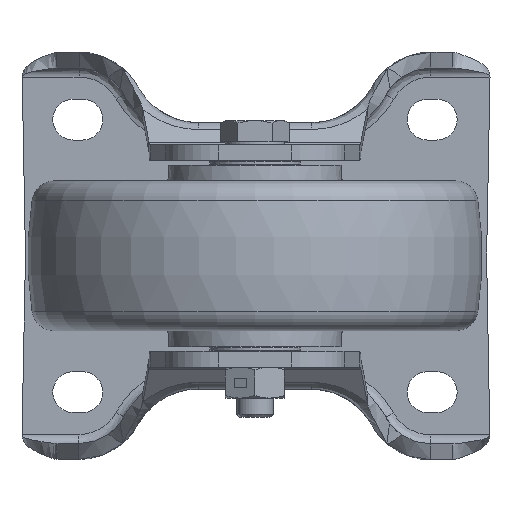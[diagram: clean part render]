
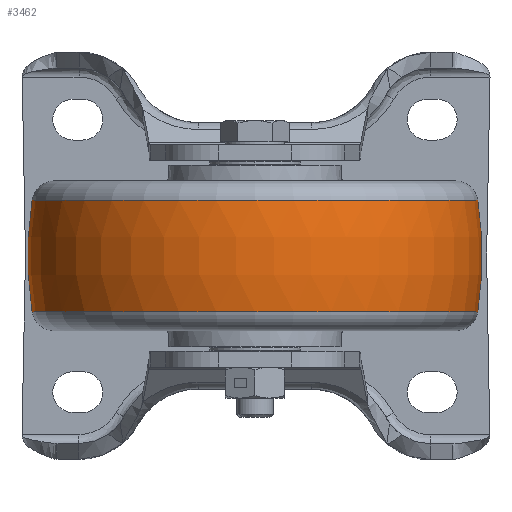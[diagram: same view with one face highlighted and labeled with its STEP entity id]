
A CAD part, front view. The second image highlights one B-rep face of the part: STEP entity #3462.
In plain terms, the highlighted toroidal (fillet/blend) face has major radius 30 mm and minor radius 80 mm.
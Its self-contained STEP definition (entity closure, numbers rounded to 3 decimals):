
#634 = TOROIDAL_SURFACE ( 'NONE', #12640, -30., 80. ) ;
#1488 = VERTEX_POINT ( 'NONE', #8885 ) ;
#2119 = DIRECTION ( 'NONE',  ( 1., 0., 0. ) ) ;
#3462 = ADVANCED_FACE ( 'NONE', ( #33259 ), #634, .T. ) ;
#5538 = ORIENTED_EDGE ( 'NONE', *, *, #13456, .F. ) ;
#7923 = ORIENTED_EDGE ( 'NONE', *, *, #26394, .F. ) ;
#8885 = CARTESIAN_POINT ( 'NONE',  ( -49.056, -78., -12.255 ) ) ;
#9657 = AXIS2_PLACEMENT_3D ( 'NONE', #28389, #10954, #31295 ) ;
#9859 = EDGE_CURVE ( 'NONE', #17029, #33663, #32361, .T. ) ;
#10954 = DIRECTION ( 'NONE',  ( 0., -1., 0. ) ) ;
#12384 = ORIENTED_EDGE ( 'NONE', *, *, #9859, .T. ) ;
#12477 = ORIENTED_EDGE ( 'NONE', *, *, #28083, .T. ) ;
#12640 = AXIS2_PLACEMENT_3D ( 'NONE', #37085, #34333, #16935 ) ;
#13277 = CARTESIAN_POINT ( 'NONE',  ( 0., -78., -12.255 ) ) ;
#13279 = CARTESIAN_POINT ( 'NONE',  ( 30., -78., 0. ) ) ;
#13456 = EDGE_CURVE ( 'NONE', #1488, #14749, #26235, .T. ) ;
#14749 = VERTEX_POINT ( 'NONE', #31875 ) ;
#15291 = AXIS2_PLACEMENT_3D ( 'NONE', #13277, #33583, #16182 ) ;
#15622 = CARTESIAN_POINT ( 'NONE',  ( 49.056, -78., 12.255 ) ) ;
#16182 = DIRECTION ( 'NONE',  ( 1., 0., 0. ) ) ;
#16183 = DIRECTION ( 'NONE',  ( -1., 0., 0. ) ) ;
#16935 = DIRECTION ( 'NONE',  ( 1., 0., 0. ) ) ;
#17029 = VERTEX_POINT ( 'NONE', #35544 ) ;
#18576 = CIRCLE ( 'NONE', #28598, 49.056 ) ;
#19447 = DIRECTION ( 'NONE',  ( 0., 0., 1. ) ) ;
#20934 = EDGE_LOOP ( 'NONE', ( #5538, #12477, #12384, #7923 ) ) ;
#26235 = CIRCLE ( 'NONE', #26420, 80. ) ;
#26394 = EDGE_CURVE ( 'NONE', #14749, #33663, #18576, .T. ) ;
#26420 = AXIS2_PLACEMENT_3D ( 'NONE', #13279, #33585, #16183 ) ;
#27446 = CIRCLE ( 'NONE', #15291, 49.056 ) ;
#28083 = EDGE_CURVE ( 'NONE', #1488, #17029, #27446, .T. ) ;
#28389 = CARTESIAN_POINT ( 'NONE',  ( -30., -78., 0. ) ) ;
#28598 = AXIS2_PLACEMENT_3D ( 'NONE', #36782, #19447, #2119 ) ;
#31295 = DIRECTION ( 'NONE',  ( 0., 0., -1. ) ) ;
#31875 = CARTESIAN_POINT ( 'NONE',  ( -49.056, -78., 12.255 ) ) ;
#32361 = CIRCLE ( 'NONE', #9657, 80. ) ;
#33259 = FACE_OUTER_BOUND ( 'NONE', #20934, .T. ) ;
#33583 = DIRECTION ( 'NONE',  ( 0., 0., 1. ) ) ;
#33585 = DIRECTION ( 'NONE',  ( 0., 1., 0. ) ) ;
#33663 = VERTEX_POINT ( 'NONE', #15622 ) ;
#34333 = DIRECTION ( 'NONE',  ( 0., 0., 1. ) ) ;
#35544 = CARTESIAN_POINT ( 'NONE',  ( 49.056, -78., -12.255 ) ) ;
#36782 = CARTESIAN_POINT ( 'NONE',  ( 0., -78., 12.255 ) ) ;
#37085 = CARTESIAN_POINT ( 'NONE',  ( 0., -78., 0. ) ) ;
